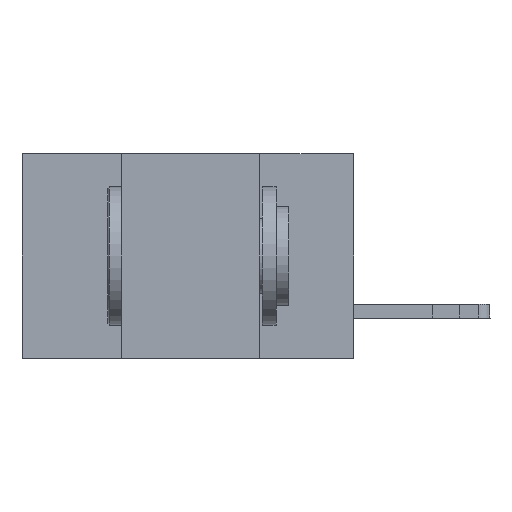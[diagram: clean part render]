
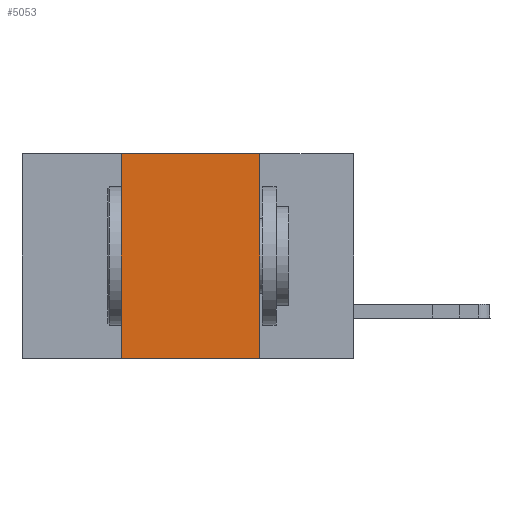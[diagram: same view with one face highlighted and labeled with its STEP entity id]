
A CAD part, left-side view. The second image highlights one B-rep face of the part: STEP entity #5053.
In plain terms, the highlighted planar face has unit normal (-1, 0, 0).
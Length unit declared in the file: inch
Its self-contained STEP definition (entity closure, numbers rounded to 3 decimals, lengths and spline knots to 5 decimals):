
#731 = CARTESIAN_POINT ( 'NONE',  ( 0., 0.17, -0.37 ) ) ;
#1302 = EDGE_CURVE ( 'NONE', #22801, #15413, #11209, .T. ) ;
#2458 = DIRECTION ( 'NONE',  ( 0., -1., 0. ) ) ;
#3811 = CARTESIAN_POINT ( 'NONE',  ( 0., 0.6, 0. ) ) ;
#4012 = DIRECTION ( 'NONE',  ( 0., 0., -1. ) ) ;
#5053 = ADVANCED_FACE ( 'NONE', ( #6766 ), #14745, .F. ) ;
#5407 = EDGE_CURVE ( 'NONE', #15413, #24531, #19614, .T. ) ;
#6189 = EDGE_LOOP ( 'NONE', ( #19623, #6596, #6895, #10720 ) ) ;
#6596 = ORIENTED_EDGE ( 'NONE', *, *, #5407, .F. ) ;
#6766 = FACE_OUTER_BOUND ( 'NONE', #6189, .T. ) ;
#6895 = ORIENTED_EDGE ( 'NONE', *, *, #1302, .F. ) ;
#7213 = VECTOR ( 'NONE', #2458, 39.37008 ) ;
#8266 = CARTESIAN_POINT ( 'NONE',  ( 0., 0.6, -0.37 ) ) ;
#10720 = ORIENTED_EDGE ( 'NONE', *, *, #22572, .T. ) ;
#10814 = DIRECTION ( 'NONE',  ( 0., 0., -1. ) ) ;
#11053 = CARTESIAN_POINT ( 'NONE',  ( 0., 0.42, 0. ) ) ;
#11209 = LINE ( 'NONE', #22959, #25489 ) ;
#11312 = VECTOR ( 'NONE', #4012, 39.37008 ) ;
#12697 = CARTESIAN_POINT ( 'NONE',  ( 0., 0.17, 0. ) ) ;
#13515 = EDGE_CURVE ( 'NONE', #24531, #17642, #16653, .T. ) ;
#14745 = PLANE ( 'NONE',  #14999 ) ;
#14999 = AXIS2_PLACEMENT_3D ( 'NONE', #19012, #22938, #10814 ) ;
#15223 = CARTESIAN_POINT ( 'NONE',  ( 0., 0.42, -0.37 ) ) ;
#15413 = VERTEX_POINT ( 'NONE', #11053 ) ;
#15645 = DIRECTION ( 'NONE',  ( 0., -1., 0. ) ) ;
#16653 = LINE ( 'NONE', #26152, #11312 ) ;
#17642 = VERTEX_POINT ( 'NONE', #731 ) ;
#19012 = CARTESIAN_POINT ( 'NONE',  ( 0., 0.6, 0. ) ) ;
#19614 = LINE ( 'NONE', #3811, #22162 ) ;
#19623 = ORIENTED_EDGE ( 'NONE', *, *, #13515, .F. ) ;
#22010 = LINE ( 'NONE', #8266, #7213 ) ;
#22162 = VECTOR ( 'NONE', #15645, 39.37008 ) ;
#22572 = EDGE_CURVE ( 'NONE', #22801, #17642, #22010, .T. ) ;
#22801 = VERTEX_POINT ( 'NONE', #15223 ) ;
#22938 = DIRECTION ( 'NONE',  ( 1., 0., 0. ) ) ;
#22959 = CARTESIAN_POINT ( 'NONE',  ( 0., 0.42, 0. ) ) ;
#24531 = VERTEX_POINT ( 'NONE', #12697 ) ;
#24759 = DIRECTION ( 'NONE',  ( 0., 0., 1. ) ) ;
#25489 = VECTOR ( 'NONE', #24759, 39.37008 ) ;
#26152 = CARTESIAN_POINT ( 'NONE',  ( 0., 0.17, 0. ) ) ;
